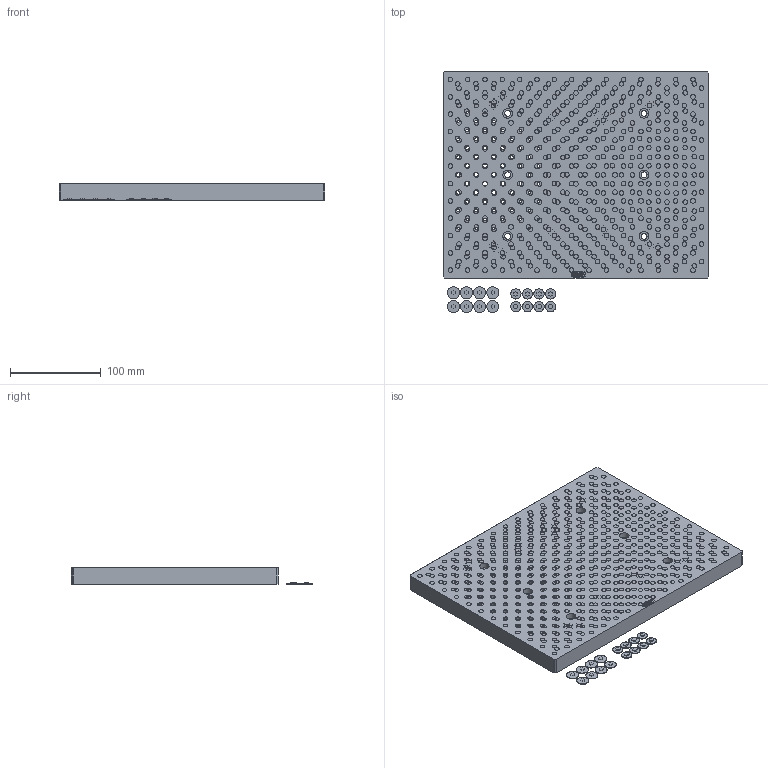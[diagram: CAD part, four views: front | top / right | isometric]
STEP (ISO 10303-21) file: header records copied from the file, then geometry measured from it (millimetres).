
FILE_DESCRIPTION(/* description */ (''),/* implementation_level */ '2;1');
FILE_NAME(/* name */ 'Bantam-Tools_Desktop-CNC_11.5x9.step',/* time_stamp */ '2022-04-13T12:59:17-04:00',/* author */ (''),/* organization */ (''),/* preprocessor_version */ 'ST-DEVELOPER v18.1',/* originating_system */ 'Autodesk Translation Framework v10.14.0.1471',/* authorisation */ '');
FILE_SCHEMA (('AUTOMOTIVE_DESIGN { 1 0 10303 214 3 1 1 }'));
Length unit declared in the file: inch
Products named in the file (7): Share File; INCH Plate; SMW Plate; METRIC Plate; SMW Plate (1); Bore Plugs (pre-prod machines); Bore Plugs (3/2021+ machines)
Assembly tree (6 placements, depth 3):
  Share File
    INCH Plate
      SMW Plate
    METRIC Plate
      SMW Plate (1)
    Bore Plugs (pre-prod machines)
    Bore Plugs (3/2021+ machines)
Bounding box: 292.1 x 265.02 x 18.54 mm (x, y, z)
Surface area: 470362.5 mm2
Topology: 18 solids, 18 shells, 1367 faces, 3885 edges, 2590 vertices
Faces by surface type: cylinder 759, plane 446, bspline 162
Full cylindrical faces by diameter (mm): 5.035 x274, 5.118 x339, 6.5 x12, 10.5 x12, 11.328 x8, 13.157 x4, 13.411 x4
Entity records: 51759 total; most frequent: CARTESIAN_POINT 12933, ORIENTED_EDGE 7770, DIRECTION 7691, EDGE_CURVE 3885, AXIS2_PLACEMENT_3D 2912, EDGE_LOOP 2653, VERTEX_POINT 2590, LINE 1867
